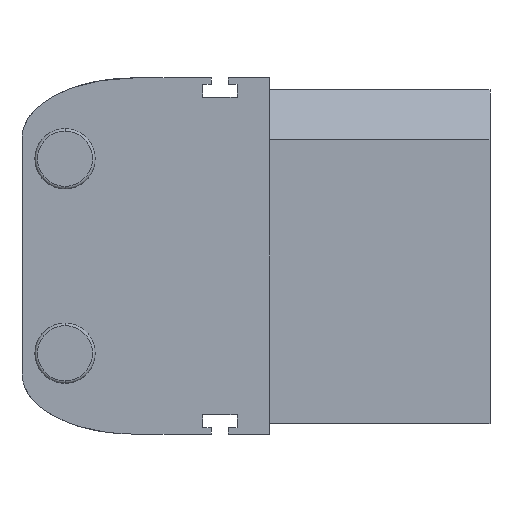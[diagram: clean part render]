
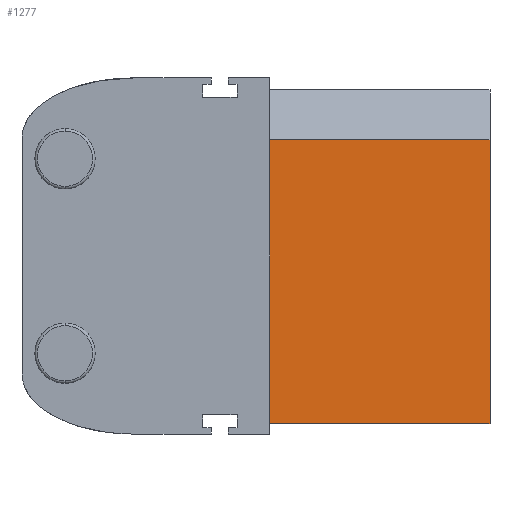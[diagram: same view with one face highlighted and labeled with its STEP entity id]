
A CAD part, front view. The second image highlights one B-rep face of the part: STEP entity #1277.
In plain terms, the highlighted planar face has unit normal (0, -1, 0).
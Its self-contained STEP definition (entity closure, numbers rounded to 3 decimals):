
#39 = LINE ( 'NONE', #445, #661 ) ;
#102 = ORIENTED_EDGE ( 'NONE', *, *, #1549, .T. ) ;
#130 = DIRECTION ( 'NONE',  ( 0., 0., 1. ) ) ;
#133 = EDGE_LOOP ( 'NONE', ( #102, #490, #1894, #2455 ) ) ;
#135 = DIRECTION ( 'NONE',  ( 1., 0., 0. ) ) ;
#177 = VERTEX_POINT ( 'NONE', #914 ) ;
#340 = EDGE_CURVE ( 'NONE', #372, #177, #1948, .T. ) ;
#372 = VERTEX_POINT ( 'NONE', #1015 ) ;
#420 = VECTOR ( 'NONE', #2118, 1000. ) ;
#444 = EDGE_CURVE ( 'NONE', #372, #1470, #1323, .T. ) ;
#445 = CARTESIAN_POINT ( 'NONE',  ( 0.8, 0.6, 6.75 ) ) ;
#490 = ORIENTED_EDGE ( 'NONE', *, *, #2319, .F. ) ;
#514 = AXIS2_PLACEMENT_3D ( 'NONE', #1357, #1991, #1978 ) ;
#539 = PLANE ( 'NONE',  #514 ) ;
#661 = VECTOR ( 'NONE', #1068, 1000. ) ;
#718 = CARTESIAN_POINT ( 'NONE',  ( 0.8, 0.6, -9.75 ) ) ;
#886 = CARTESIAN_POINT ( 'NONE',  ( 0.8, 0.6, 6.75 ) ) ;
#914 = CARTESIAN_POINT ( 'NONE',  ( 13.6, 0.6, -9.75 ) ) ;
#936 = FACE_OUTER_BOUND ( 'NONE', #133, .T. ) ;
#1015 = CARTESIAN_POINT ( 'NONE',  ( 0.8, 0.6, -9.75 ) ) ;
#1068 = DIRECTION ( 'NONE',  ( 1., 0., 0. ) ) ;
#1277 = ADVANCED_FACE ( 'NONE', ( #936 ), #539, .F. ) ;
#1323 = LINE ( 'NONE', #1939, #420 ) ;
#1357 = CARTESIAN_POINT ( 'NONE',  ( 0.8, 0.6, 0. ) ) ;
#1470 = VERTEX_POINT ( 'NONE', #886 ) ;
#1549 = EDGE_CURVE ( 'NONE', #177, #2026, #1731, .T. ) ;
#1652 = CARTESIAN_POINT ( 'NONE',  ( 13.6, 0.6, 6.75 ) ) ;
#1701 = CARTESIAN_POINT ( 'NONE',  ( 13.6, 0.6, 0. ) ) ;
#1731 = LINE ( 'NONE', #1701, #1875 ) ;
#1875 = VECTOR ( 'NONE', #130, 1000. ) ;
#1894 = ORIENTED_EDGE ( 'NONE', *, *, #444, .F. ) ;
#1939 = CARTESIAN_POINT ( 'NONE',  ( 0.8, 0.6, 0. ) ) ;
#1948 = LINE ( 'NONE', #718, #2253 ) ;
#1978 = DIRECTION ( 'NONE',  ( 0., 0., 1. ) ) ;
#1991 = DIRECTION ( 'NONE',  ( 0., 1., 0. ) ) ;
#2026 = VERTEX_POINT ( 'NONE', #1652 ) ;
#2118 = DIRECTION ( 'NONE',  ( 0., 0., 1. ) ) ;
#2253 = VECTOR ( 'NONE', #135, 1000. ) ;
#2319 = EDGE_CURVE ( 'NONE', #1470, #2026, #39, .T. ) ;
#2455 = ORIENTED_EDGE ( 'NONE', *, *, #340, .T. ) ;
